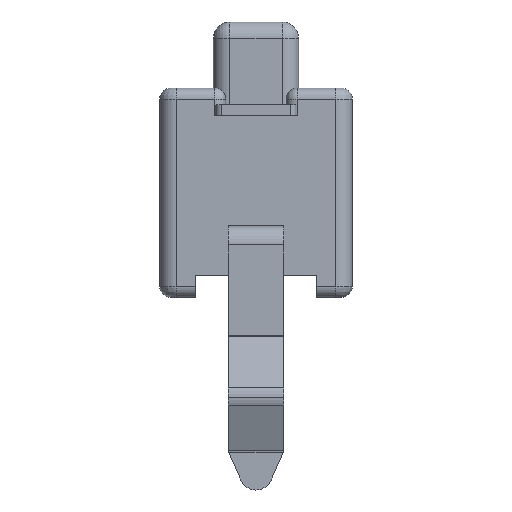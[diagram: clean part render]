
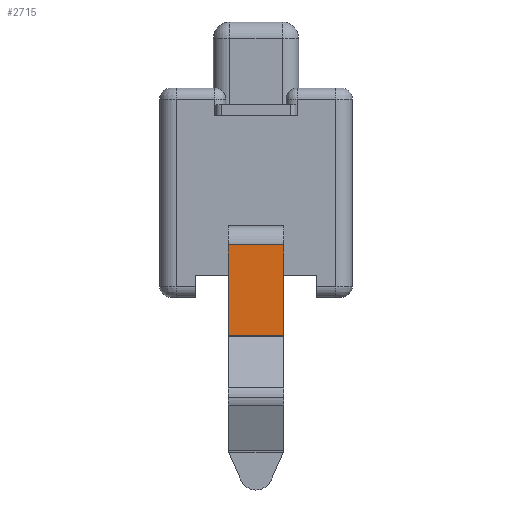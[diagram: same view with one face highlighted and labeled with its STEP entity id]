
A CAD part, left-side view. The second image highlights one B-rep face of the part: STEP entity #2715.
In plain terms, the highlighted planar face has unit normal (-1, 0, 0).
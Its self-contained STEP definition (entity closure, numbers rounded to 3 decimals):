
#303 = PLANE('',#304);
#304 = AXIS2_PLACEMENT_3D('',#305,#306,#307);
#305 = CARTESIAN_POINT('',(0.,0.5,
    1.449));
#306 = DIRECTION('',(0.,1.,0.));
#307 = DIRECTION('',(0.,0.,-1.));
#404 = PLANE('',#405);
#405 = AXIS2_PLACEMENT_3D('',#406,#407,#408);
#406 = CARTESIAN_POINT('',(0.,-0.5,
    1.449));
#407 = DIRECTION('',(0.,1.,0.));
#408 = DIRECTION('',(0.,0.,-1.));
#976 = VERTEX_POINT('',#977);
#977 = CARTESIAN_POINT('',(-3.35,-0.5,
    1.099));
#992 = CYLINDRICAL_SURFACE('',#993,0.35);
#993 = AXIS2_PLACEMENT_3D('',#994,#995,#996);
#994 = CARTESIAN_POINT('',(-3.,0.5,1.099
    ));
#995 = DIRECTION('',(0.,-1.,0.));
#996 = DIRECTION('',(-1.,0.,0.));
#1026 = EDGE_CURVE('',#1027,#976,#1029,.T.);
#1027 = VERTEX_POINT('',#1028);
#1028 = CARTESIAN_POINT('',(-3.35,-0.5,
    -0.538));
#1029 = SURFACE_CURVE('',#1030,(#1034,#1041),.PCURVE_S1.);
#1030 = LINE('',#1031,#1032);
#1031 = CARTESIAN_POINT('',(-3.35,-0.5,
    1.449));
#1032 = VECTOR('',#1033,1.);
#1033 = DIRECTION('',(0.,0.,1.));
#1034 = PCURVE('',#404,#1035);
#1035 = DEFINITIONAL_REPRESENTATION('',(#1036),#1040);
#1036 = LINE('',#1037,#1038);
#1037 = CARTESIAN_POINT('',(0.,3.35));
#1038 = VECTOR('',#1039,1.);
#1039 = DIRECTION('',(-1.,0.));
#1040 = ( GEOMETRIC_REPRESENTATION_CONTEXT(2) 
PARAMETRIC_REPRESENTATION_CONTEXT() REPRESENTATION_CONTEXT('2D SPACE',''
  ) );
#1041 = PCURVE('',#1042,#1047);
#1042 = PLANE('',#1043);
#1043 = AXIS2_PLACEMENT_3D('',#1044,#1045,#1046);
#1044 = CARTESIAN_POINT('',(-3.35,0.5,
    1.449));
#1045 = DIRECTION('',(-1.,0.,0.));
#1046 = DIRECTION('',(0.,-1.,0.));
#1047 = DEFINITIONAL_REPRESENTATION('',(#1048),#1052);
#1048 = LINE('',#1049,#1050);
#1049 = CARTESIAN_POINT('',(1.,0.));
#1050 = VECTOR('',#1051,1.);
#1051 = DIRECTION('',(0.,1.));
#1052 = ( GEOMETRIC_REPRESENTATION_CONTEXT(2) 
PARAMETRIC_REPRESENTATION_CONTEXT() REPRESENTATION_CONTEXT('2D SPACE',''
  ) );
#1075 = CYLINDRICAL_SURFACE('',#1076,0.05);
#1076 = AXIS2_PLACEMENT_3D('',#1077,#1078,#1079);
#1077 = CARTESIAN_POINT('',(-3.4,0.5,
    -0.538));
#1078 = DIRECTION('',(0.,1.,0.));
#1079 = DIRECTION('',(1.,0.,0.));
#1522 = VERTEX_POINT('',#1523);
#1523 = CARTESIAN_POINT('',(-3.35,0.5,
    1.099));
#1978 = VERTEX_POINT('',#1979);
#1979 = CARTESIAN_POINT('',(-3.35,0.5,
    -0.538));
#2023 = EDGE_CURVE('',#1978,#1522,#2024,.T.);
#2024 = SURFACE_CURVE('',#2025,(#2029,#2036),.PCURVE_S1.);
#2025 = LINE('',#2026,#2027);
#2026 = CARTESIAN_POINT('',(-3.35,0.5,
    1.449));
#2027 = VECTOR('',#2028,1.);
#2028 = DIRECTION('',(0.,0.,1.));
#2029 = PCURVE('',#303,#2030);
#2030 = DEFINITIONAL_REPRESENTATION('',(#2031),#2035);
#2031 = LINE('',#2032,#2033);
#2032 = CARTESIAN_POINT('',(0.,3.35));
#2033 = VECTOR('',#2034,1.);
#2034 = DIRECTION('',(-1.,0.));
#2035 = ( GEOMETRIC_REPRESENTATION_CONTEXT(2) 
PARAMETRIC_REPRESENTATION_CONTEXT() REPRESENTATION_CONTEXT('2D SPACE',''
  ) );
#2036 = PCURVE('',#1042,#2037);
#2037 = DEFINITIONAL_REPRESENTATION('',(#2038),#2042);
#2038 = LINE('',#2039,#2040);
#2039 = CARTESIAN_POINT('',(0.,0.));
#2040 = VECTOR('',#2041,1.);
#2041 = DIRECTION('',(0.,1.));
#2042 = ( GEOMETRIC_REPRESENTATION_CONTEXT(2) 
PARAMETRIC_REPRESENTATION_CONTEXT() REPRESENTATION_CONTEXT('2D SPACE',''
  ) );
#2092 = EDGE_CURVE('',#1522,#976,#2093,.T.);
#2093 = SURFACE_CURVE('',#2094,(#2098,#2127),.PCURVE_S1.);
#2094 = LINE('',#2095,#2096);
#2095 = CARTESIAN_POINT('',(-3.35,0.5,
    1.099));
#2096 = VECTOR('',#2097,1.);
#2097 = DIRECTION('',(0.,-1.,0.));
#2098 = PCURVE('',#992,#2099);
#2099 = DEFINITIONAL_REPRESENTATION('',(#2100),#2126);
#2100 = B_SPLINE_CURVE_WITH_KNOTS('',3,(#2101,#2102,#2103,#2104,#2105,
    #2106,#2107,#2108,#2109,#2110,#2111,#2112,#2113,#2114,#2115,#2116,
    #2117,#2118,#2119,#2120,#2121,#2122,#2123,#2124,#2125),
  .UNSPECIFIED.,.F.,.F.,(4,1,1,1,1,1,1,1,1,1,1,1,1,1,1,1,1,1,1,1,1,1,4),
  (0.,0.045,0.091,0.136,
    0.182,0.227,0.273,0.318,
    0.364,0.409,0.455,0.5,0.545,
    0.591,0.636,0.682,0.727,
    0.773,0.818,0.864,0.909,
    0.955,1.),.QUASI_UNIFORM_KNOTS.);
#2101 = CARTESIAN_POINT('',(6.283,0.));
#2102 = CARTESIAN_POINT('',(6.283,0.015));
#2103 = CARTESIAN_POINT('',(6.283,0.045));
#2104 = CARTESIAN_POINT('',(6.283,0.091));
#2105 = CARTESIAN_POINT('',(6.283,0.136));
#2106 = CARTESIAN_POINT('',(6.283,0.182));
#2107 = CARTESIAN_POINT('',(6.283,0.227));
#2108 = CARTESIAN_POINT('',(6.283,0.273));
#2109 = CARTESIAN_POINT('',(6.283,0.318));
#2110 = CARTESIAN_POINT('',(6.283,0.364));
#2111 = CARTESIAN_POINT('',(6.283,0.409));
#2112 = CARTESIAN_POINT('',(6.283,0.455));
#2113 = CARTESIAN_POINT('',(6.283,0.5));
#2114 = CARTESIAN_POINT('',(6.283,0.545));
#2115 = CARTESIAN_POINT('',(6.283,0.591));
#2116 = CARTESIAN_POINT('',(6.283,0.636));
#2117 = CARTESIAN_POINT('',(6.283,0.682));
#2118 = CARTESIAN_POINT('',(6.283,0.727));
#2119 = CARTESIAN_POINT('',(6.283,0.773));
#2120 = CARTESIAN_POINT('',(6.283,0.818));
#2121 = CARTESIAN_POINT('',(6.283,0.864));
#2122 = CARTESIAN_POINT('',(6.283,0.909));
#2123 = CARTESIAN_POINT('',(6.283,0.955));
#2124 = CARTESIAN_POINT('',(6.283,0.985));
#2125 = CARTESIAN_POINT('',(6.283,1.));
#2126 = ( GEOMETRIC_REPRESENTATION_CONTEXT(2) 
PARAMETRIC_REPRESENTATION_CONTEXT() REPRESENTATION_CONTEXT('2D SPACE',''
  ) );
#2127 = PCURVE('',#1042,#2128);
#2128 = DEFINITIONAL_REPRESENTATION('',(#2129),#2133);
#2129 = LINE('',#2130,#2131);
#2130 = CARTESIAN_POINT('',(0.,-0.35));
#2131 = VECTOR('',#2132,1.);
#2132 = DIRECTION('',(1.,0.));
#2133 = ( GEOMETRIC_REPRESENTATION_CONTEXT(2) 
PARAMETRIC_REPRESENTATION_CONTEXT() REPRESENTATION_CONTEXT('2D SPACE',''
  ) );
#2715 = ADVANCED_FACE('',(#2716),#1042,.T.);
#2716 = FACE_BOUND('',#2717,.T.);
#2717 = EDGE_LOOP('',(#2718,#2719,#2762,#2763));
#2718 = ORIENTED_EDGE('',*,*,#2023,.F.);
#2719 = ORIENTED_EDGE('',*,*,#2720,.F.);
#2720 = EDGE_CURVE('',#1027,#1978,#2721,.T.);
#2721 = SURFACE_CURVE('',#2722,(#2726,#2733),.PCURVE_S1.);
#2722 = LINE('',#2723,#2724);
#2723 = CARTESIAN_POINT('',(-3.35,0.5,
    -0.538));
#2724 = VECTOR('',#2725,1.);
#2725 = DIRECTION('',(-0.,1.,0.));
#2726 = PCURVE('',#1042,#2727);
#2727 = DEFINITIONAL_REPRESENTATION('',(#2728),#2732);
#2728 = LINE('',#2729,#2730);
#2729 = CARTESIAN_POINT('',(0.,-1.987));
#2730 = VECTOR('',#2731,1.);
#2731 = DIRECTION('',(-1.,0.));
#2732 = ( GEOMETRIC_REPRESENTATION_CONTEXT(2) 
PARAMETRIC_REPRESENTATION_CONTEXT() REPRESENTATION_CONTEXT('2D SPACE',''
  ) );
#2733 = PCURVE('',#1075,#2734);
#2734 = DEFINITIONAL_REPRESENTATION('',(#2735),#2761);
#2735 = B_SPLINE_CURVE_WITH_KNOTS('',3,(#2736,#2737,#2738,#2739,#2740,
    #2741,#2742,#2743,#2744,#2745,#2746,#2747,#2748,#2749,#2750,#2751,
    #2752,#2753,#2754,#2755,#2756,#2757,#2758,#2759,#2760),
  .UNSPECIFIED.,.F.,.F.,(4,1,1,1,1,1,1,1,1,1,1,1,1,1,1,1,1,1,1,1,1,1,4),
  (-1.,-0.955,-0.909,-0.864,-0.818,
    -0.773,-0.727,-0.682,-0.636,
    -0.591,-0.545,-0.5,-0.455,-0.409
    ,-0.364,-0.318,-0.273,-0.227,
    -0.182,-0.136,-0.091,
    -0.045,-0.),.UNSPECIFIED.);
#2736 = CARTESIAN_POINT('',(0.,-1.));
#2737 = CARTESIAN_POINT('',(0.,-0.985));
#2738 = CARTESIAN_POINT('',(0.,-0.955));
#2739 = CARTESIAN_POINT('',(0.,-0.909));
#2740 = CARTESIAN_POINT('',(0.,-0.864));
#2741 = CARTESIAN_POINT('',(0.,-0.818));
#2742 = CARTESIAN_POINT('',(0.,-0.773));
#2743 = CARTESIAN_POINT('',(0.,-0.727));
#2744 = CARTESIAN_POINT('',(0.,-0.682));
#2745 = CARTESIAN_POINT('',(0.,-0.636));
#2746 = CARTESIAN_POINT('',(0.,-0.591));
#2747 = CARTESIAN_POINT('',(0.,-0.545));
#2748 = CARTESIAN_POINT('',(0.,-0.5));
#2749 = CARTESIAN_POINT('',(0.,-0.455));
#2750 = CARTESIAN_POINT('',(0.,-0.409));
#2751 = CARTESIAN_POINT('',(0.,-0.364));
#2752 = CARTESIAN_POINT('',(0.,-0.318));
#2753 = CARTESIAN_POINT('',(0.,-0.273));
#2754 = CARTESIAN_POINT('',(0.,-0.227));
#2755 = CARTESIAN_POINT('',(0.,-0.182));
#2756 = CARTESIAN_POINT('',(0.,-0.136));
#2757 = CARTESIAN_POINT('',(0.,-0.091));
#2758 = CARTESIAN_POINT('',(0.,-0.045));
#2759 = CARTESIAN_POINT('',(0.,-0.015));
#2760 = CARTESIAN_POINT('',(0.,0.));
#2761 = ( GEOMETRIC_REPRESENTATION_CONTEXT(2) 
PARAMETRIC_REPRESENTATION_CONTEXT() REPRESENTATION_CONTEXT('2D SPACE',''
  ) );
#2762 = ORIENTED_EDGE('',*,*,#1026,.T.);
#2763 = ORIENTED_EDGE('',*,*,#2092,.F.);
